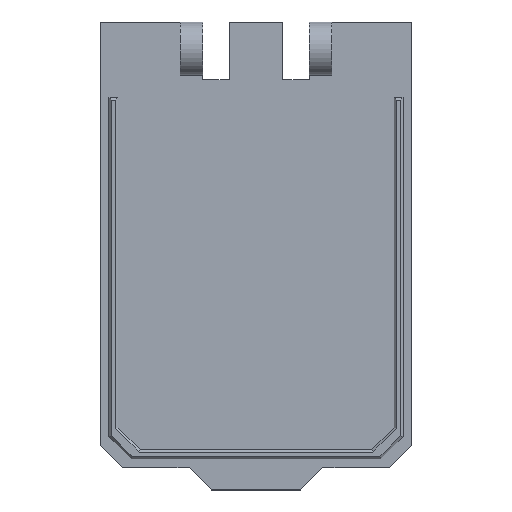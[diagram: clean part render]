
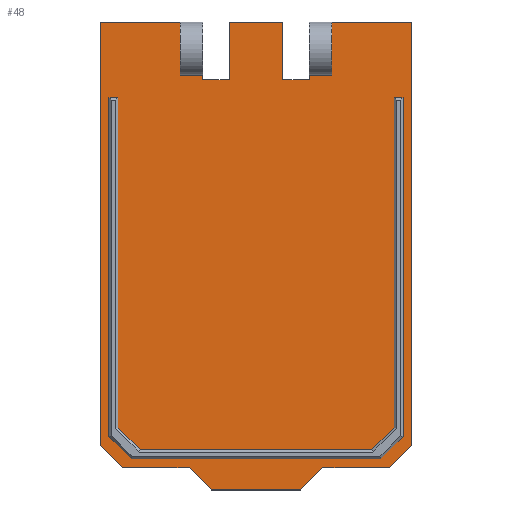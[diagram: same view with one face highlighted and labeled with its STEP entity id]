
A CAD part, top view. The second image highlights one B-rep face of the part: STEP entity #48.
In plain terms, the highlighted planar face has unit normal (0, 0, 1).
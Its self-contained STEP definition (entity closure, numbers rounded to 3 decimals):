
#48=ADVANCED_FACE('',(#106,#108),#110,.T.);
#106=FACE_BOUND('',#107,.T.);
#107=EDGE_LOOP('',(#522,#523,#524,#525,#526,#527,#528,#529,#530,#531,#532,#533,#534,
#535,#536,#537,#538,#539,#540,#541,#542,#543,#544,#545));
#108=FACE_BOUND('',#109,.T.);
#109=EDGE_LOOP('',(#546,#547,#548,#549,#550,#551,#552,#553,#554,#555,#556,#557));
#110=PLANE('',#111);
#111=AXIS2_PLACEMENT_3D('',#112,#113,#114);
#112=CARTESIAN_POINT('',(0.,0.,3.));
#113=DIRECTION('',(0.,0.,1.));
#114=DIRECTION('',(-1.,0.,0.));
#522=ORIENTED_EDGE('',*,*,#832,.F.);
#523=ORIENTED_EDGE('',*,*,#833,.F.);
#524=ORIENTED_EDGE('',*,*,#834,.F.);
#525=ORIENTED_EDGE('',*,*,#835,.T.);
#526=ORIENTED_EDGE('',*,*,#836,.F.);
#527=ORIENTED_EDGE('',*,*,#837,.T.);
#528=ORIENTED_EDGE('',*,*,#838,.T.);
#529=ORIENTED_EDGE('',*,*,#839,.F.);
#530=ORIENTED_EDGE('',*,*,#840,.F.);
#531=ORIENTED_EDGE('',*,*,#841,.F.);
#532=ORIENTED_EDGE('',*,*,#842,.T.);
#533=ORIENTED_EDGE('',*,*,#843,.T.);
#534=ORIENTED_EDGE('',*,*,#844,.T.);
#535=ORIENTED_EDGE('',*,*,#845,.T.);
#536=ORIENTED_EDGE('',*,*,#846,.T.);
#537=ORIENTED_EDGE('',*,*,#847,.T.);
#538=ORIENTED_EDGE('',*,*,#848,.T.);
#539=ORIENTED_EDGE('',*,*,#849,.F.);
#540=ORIENTED_EDGE('',*,*,#850,.F.);
#541=ORIENTED_EDGE('',*,*,#851,.F.);
#542=ORIENTED_EDGE('',*,*,#852,.T.);
#543=ORIENTED_EDGE('',*,*,#853,.T.);
#544=ORIENTED_EDGE('',*,*,#854,.F.);
#545=ORIENTED_EDGE('',*,*,#855,.T.);
#546=ORIENTED_EDGE('',*,*,#856,.F.);
#547=ORIENTED_EDGE('',*,*,#857,.F.);
#548=ORIENTED_EDGE('',*,*,#858,.F.);
#549=ORIENTED_EDGE('',*,*,#859,.F.);
#550=ORIENTED_EDGE('',*,*,#860,.T.);
#551=ORIENTED_EDGE('',*,*,#861,.F.);
#552=ORIENTED_EDGE('',*,*,#862,.F.);
#553=ORIENTED_EDGE('',*,*,#863,.F.);
#554=ORIENTED_EDGE('',*,*,#864,.F.);
#555=ORIENTED_EDGE('',*,*,#865,.F.);
#556=ORIENTED_EDGE('',*,*,#866,.T.);
#557=ORIENTED_EDGE('',*,*,#867,.F.);
#832=EDGE_CURVE('',#987,#988,#989,.F.);
#833=EDGE_CURVE('',#990,#987,#991,.T.);
#834=EDGE_CURVE('',#992,#990,#993,.F.);
#835=EDGE_CURVE('',#992,#994,#995,.T.);
#836=EDGE_CURVE('',#996,#994,#997,.F.);
#837=EDGE_CURVE('',#996,#998,#999,.T.);
#838=EDGE_CURVE('',#998,#1000,#1001,.T.);
#839=EDGE_CURVE('',#1002,#1000,#1003,.T.);
#840=EDGE_CURVE('',#1004,#1002,#1005,.T.);
#841=EDGE_CURVE('',#1006,#1004,#1007,.T.);
#842=EDGE_CURVE('',#1006,#1008,#1009,.F.);
#843=EDGE_CURVE('',#1008,#1010,#1011,.F.);
#844=EDGE_CURVE('',#1010,#1012,#1013,.F.);
#845=EDGE_CURVE('',#1012,#1014,#1015,.T.);
#846=EDGE_CURVE('',#1014,#1016,#1017,.F.);
#847=EDGE_CURVE('',#1016,#1018,#1019,.F.);
#848=EDGE_CURVE('',#1018,#1020,#1021,.F.);
#849=EDGE_CURVE('',#1022,#1020,#1023,.T.);
#850=EDGE_CURVE('',#1024,#1022,#1025,.T.);
#851=EDGE_CURVE('',#1026,#1024,#1027,.T.);
#852=EDGE_CURVE('',#1026,#1028,#1029,.T.);
#853=EDGE_CURVE('',#1028,#1030,#1031,.T.);
#854=EDGE_CURVE('',#1032,#1030,#1033,.F.);
#855=EDGE_CURVE('',#1032,#988,#1034,.T.);
#856=EDGE_CURVE('',#1035,#1036,#1037,.F.);
#857=EDGE_CURVE('',#1038,#1035,#1039,.F.);
#858=EDGE_CURVE('',#1040,#1038,#1041,.F.);
#859=EDGE_CURVE('',#1042,#1040,#1043,.F.);
#860=EDGE_CURVE('',#1042,#1044,#1045,.T.);
#861=EDGE_CURVE('',#1046,#1044,#1047,.T.);
#862=EDGE_CURVE('',#1048,#1046,#1049,.F.);
#863=EDGE_CURVE('',#1050,#1048,#1051,.T.);
#864=EDGE_CURVE('',#1052,#1050,#1053,.F.);
#865=EDGE_CURVE('',#1054,#1052,#1055,.T.);
#866=EDGE_CURVE('',#1054,#1056,#1057,.T.);
#867=EDGE_CURVE('',#1036,#1056,#1058,.F.);
#987=VERTEX_POINT('',#1242);
#988=VERTEX_POINT('',#1243);
#989=LINE('',#1244,#1245);
#990=VERTEX_POINT('',#1247);
#991=LINE('',#1248,#1249);
#992=VERTEX_POINT('',#1251);
#993=LINE('',#1252,#1253);
#994=VERTEX_POINT('',#1255);
#995=LINE('',#1256,#1257);
#996=VERTEX_POINT('',#1259);
#997=LINE('',#1260,#1261);
#998=VERTEX_POINT('',#1263);
#999=LINE('',#1264,#1265);
#1000=VERTEX_POINT('',#1267);
#1001=LINE('',#1268,#1269);
#1002=VERTEX_POINT('',#1271);
#1003=LINE('',#1272,#1273);
#1004=VERTEX_POINT('',#1275);
#1005=LINE('',#1276,#1277);
#1006=VERTEX_POINT('',#1279);
#1007=LINE('',#1280,#1281);
#1008=VERTEX_POINT('',#1283);
#1009=LINE('',#1284,#1285);
#1010=VERTEX_POINT('',#1287);
#1011=LINE('',#1288,#1289);
#1012=VERTEX_POINT('',#1291);
#1013=LINE('',#1292,#1293);
#1014=VERTEX_POINT('',#1295);
#1015=LINE('',#1296,#1297);
#1016=VERTEX_POINT('',#1299);
#1017=LINE('',#1300,#1301);
#1018=VERTEX_POINT('',#1303);
#1019=LINE('',#1304,#1305);
#1020=VERTEX_POINT('',#1307);
#1021=LINE('',#1308,#1309);
#1022=VERTEX_POINT('',#1311);
#1023=LINE('',#1312,#1313);
#1024=VERTEX_POINT('',#1315);
#1025=LINE('',#1316,#1317);
#1026=VERTEX_POINT('',#1319);
#1027=LINE('',#1320,#1321);
#1028=VERTEX_POINT('',#1323);
#1029=LINE('',#1324,#1325);
#1030=VERTEX_POINT('',#1327);
#1031=LINE('',#1328,#1329);
#1032=VERTEX_POINT('',#1331);
#1033=LINE('',#1332,#1333);
#1034=LINE('',#1335,#1336);
#1035=VERTEX_POINT('',#1338);
#1036=VERTEX_POINT('',#1339);
#1037=LINE('',#1340,#1341);
#1038=VERTEX_POINT('',#1343);
#1039=LINE('',#1344,#1345);
#1040=VERTEX_POINT('',#1347);
#1041=LINE('',#1348,#1349);
#1042=VERTEX_POINT('',#1351);
#1043=LINE('',#1352,#1353);
#1044=VERTEX_POINT('',#1355);
#1045=LINE('',#1356,#1357);
#1046=VERTEX_POINT('',#1359);
#1047=LINE('',#1360,#1361);
#1048=VERTEX_POINT('',#1363);
#1049=LINE('',#1364,#1365);
#1050=VERTEX_POINT('',#1367);
#1051=LINE('',#1368,#1369);
#1052=VERTEX_POINT('',#1371);
#1053=LINE('',#1372,#1373);
#1054=VERTEX_POINT('',#1375);
#1055=LINE('',#1376,#1377);
#1056=VERTEX_POINT('',#1379);
#1057=LINE('',#1380,#1381);
#1058=LINE('',#1383,#1384);
#1242=CARTESIAN_POINT('',(-10.,-55.,3.));
#1243=CARTESIAN_POINT('',(-15.,-50.,3.));
#1244=CARTESIAN_POINT('',(-15.,-50.,3.));
#1245=VECTOR('',#1246,1.);
#1246=DIRECTION('',(0.707,-0.707,0.));
#1247=CARTESIAN_POINT('',(10.,-55.,3.));
#1248=CARTESIAN_POINT('',(10.,-55.,3.));
#1249=VECTOR('',#1250,1.);
#1250=DIRECTION('',(-1.,0.,0.));
#1251=CARTESIAN_POINT('',(15.,-50.,3.));
#1252=CARTESIAN_POINT('',(10.,-55.,3.));
#1253=VECTOR('',#1254,1.);
#1254=DIRECTION('',(0.707,0.707,0.));
#1255=CARTESIAN_POINT('',(30.,-50.,3.));
#1256=CARTESIAN_POINT('',(15.,-50.,3.));
#1257=VECTOR('',#1258,1.);
#1258=DIRECTION('',(1.,0.,0.));
#1259=CARTESIAN_POINT('',(35.,-45.,3.));
#1260=CARTESIAN_POINT('',(30.,-50.,3.));
#1261=VECTOR('',#1262,1.);
#1262=DIRECTION('',(0.707,0.707,0.));
#1263=CARTESIAN_POINT('',(35.,50.,3.));
#1264=CARTESIAN_POINT('',(35.,-45.,3.));
#1265=VECTOR('',#1266,1.);
#1266=DIRECTION('',(0.,1.,0.));
#1267=CARTESIAN_POINT('',(17.,50.,3.));
#1268=CARTESIAN_POINT('',(35.,50.,3.));
#1269=VECTOR('',#1270,1.);
#1270=DIRECTION('',(-1.,0.,0.));
#1271=CARTESIAN_POINT('',(17.,44.,3.));
#1272=CARTESIAN_POINT('',(17.,44.,3.));
#1273=VECTOR('',#1274,1.);
#1274=DIRECTION('',(0.,1.,0.));
#1275=CARTESIAN_POINT('',(17.,38.,3.));
#1276=CARTESIAN_POINT('',(17.,38.,3.));
#1277=VECTOR('',#1278,1.);
#1278=DIRECTION('',(0.,1.,0.));
#1279=CARTESIAN_POINT('',(12.,38.,3.));
#1280=CARTESIAN_POINT('',(12.,38.,3.));
#1281=VECTOR('',#1282,1.);
#1282=DIRECTION('',(1.,0.,0.));
#1283=CARTESIAN_POINT('',(12.,37.,3.));
#1284=CARTESIAN_POINT('',(12.,37.,3.));
#1285=VECTOR('',#1286,1.);
#1286=DIRECTION('',(0.,1.,0.));
#1287=CARTESIAN_POINT('',(6.,37.,3.));
#1288=CARTESIAN_POINT('',(6.,37.,3.));
#1289=VECTOR('',#1290,1.);
#1290=DIRECTION('',(1.,0.,0.));
#1291=CARTESIAN_POINT('',(6.,50.,3.));
#1292=CARTESIAN_POINT('',(6.,50.,3.));
#1293=VECTOR('',#1294,1.);
#1294=DIRECTION('',(0.,-1.,0.));
#1295=CARTESIAN_POINT('',(-6.,50.,3.));
#1296=CARTESIAN_POINT('',(6.,50.,3.));
#1297=VECTOR('',#1298,1.);
#1298=DIRECTION('',(-1.,0.,0.));
#1299=CARTESIAN_POINT('',(-6.,37.,3.));
#1300=CARTESIAN_POINT('',(-6.,37.,3.));
#1301=VECTOR('',#1302,1.);
#1302=DIRECTION('',(0.,1.,0.));
#1303=CARTESIAN_POINT('',(-12.,37.,3.));
#1304=CARTESIAN_POINT('',(-12.,37.,3.));
#1305=VECTOR('',#1306,1.);
#1306=DIRECTION('',(1.,0.,0.));
#1307=CARTESIAN_POINT('',(-12.,38.,3.));
#1308=CARTESIAN_POINT('',(-12.,38.,3.));
#1309=VECTOR('',#1310,1.);
#1310=DIRECTION('',(0.,-1.,0.));
#1311=CARTESIAN_POINT('',(-17.,38.,3.));
#1312=CARTESIAN_POINT('',(-17.,38.,3.));
#1313=VECTOR('',#1314,1.);
#1314=DIRECTION('',(1.,0.,0.));
#1315=CARTESIAN_POINT('',(-17.,44.,3.));
#1316=CARTESIAN_POINT('',(-17.,44.,3.));
#1317=VECTOR('',#1318,1.);
#1318=DIRECTION('',(0.,-1.,0.));
#1319=CARTESIAN_POINT('',(-17.,50.,3.));
#1320=CARTESIAN_POINT('',(-17.,50.,3.));
#1321=VECTOR('',#1322,1.);
#1322=DIRECTION('',(0.,-1.,0.));
#1323=CARTESIAN_POINT('',(-35.,50.,3.));
#1324=CARTESIAN_POINT('',(-17.,50.,3.));
#1325=VECTOR('',#1326,1.);
#1326=DIRECTION('',(-1.,0.,0.));
#1327=CARTESIAN_POINT('',(-35.,-45.,3.));
#1328=CARTESIAN_POINT('',(-35.,50.,3.));
#1329=VECTOR('',#1330,1.);
#1330=DIRECTION('',(0.,-1.,0.));
#1331=CARTESIAN_POINT('',(-30.,-50.,3.));
#1332=CARTESIAN_POINT('',(-35.,-45.,3.));
#1333=VECTOR('',#1334,1.);
#1334=DIRECTION('',(0.707,-0.707,0.));
#1335=CARTESIAN_POINT('',(-30.,-50.,3.));
#1336=VECTOR('',#1337,1.);
#1337=DIRECTION('',(1.,0.,0.));
#1338=CARTESIAN_POINT('',(-26.,-46.,3.));
#1339=CARTESIAN_POINT('',(-31.,-41.,3.));
#1340=CARTESIAN_POINT('',(-31.,-41.,3.));
#1341=VECTOR('',#1342,1.);
#1342=DIRECTION('',(0.707,-0.707,0.));
#1343=CARTESIAN_POINT('',(26.,-46.,3.));
#1344=CARTESIAN_POINT('',(-26.,-46.,3.));
#1345=VECTOR('',#1346,1.);
#1346=DIRECTION('',(1.,0.,0.));
#1347=CARTESIAN_POINT('',(31.,-41.,3.));
#1348=CARTESIAN_POINT('',(26.,-46.,3.));
#1349=VECTOR('',#1350,1.);
#1350=DIRECTION('',(0.707,0.707,0.));
#1351=CARTESIAN_POINT('',(31.,33.,3.));
#1352=CARTESIAN_POINT('',(31.,-41.,3.));
#1353=VECTOR('',#1354,1.);
#1354=DIRECTION('',(0.,1.,0.));
#1355=CARTESIAN_POINT('',(33.,33.,3.));
#1356=CARTESIAN_POINT('',(31.,33.,3.));
#1357=VECTOR('',#1358,1.);
#1358=DIRECTION('',(1.,0.,0.));
#1359=CARTESIAN_POINT('',(33.,-43.,3.));
#1360=CARTESIAN_POINT('',(33.,-43.,3.));
#1361=VECTOR('',#1362,1.);
#1362=DIRECTION('',(0.,1.,0.));
#1363=CARTESIAN_POINT('',(28.,-48.,3.));
#1364=CARTESIAN_POINT('',(33.,-43.,3.));
#1365=VECTOR('',#1366,1.);
#1366=DIRECTION('',(-0.707,-0.707,0.));
#1367=CARTESIAN_POINT('',(-28.,-48.,3.));
#1368=CARTESIAN_POINT('',(-28.,-48.,3.));
#1369=VECTOR('',#1370,1.);
#1370=DIRECTION('',(1.,0.,0.));
#1371=CARTESIAN_POINT('',(-33.,-43.,3.));
#1372=CARTESIAN_POINT('',(-28.,-48.,3.));
#1373=VECTOR('',#1374,1.);
#1374=DIRECTION('',(-0.707,0.707,0.));
#1375=CARTESIAN_POINT('',(-33.,33.,3.));
#1376=CARTESIAN_POINT('',(-33.,33.,3.));
#1377=VECTOR('',#1378,1.);
#1378=DIRECTION('',(0.,-1.,0.));
#1379=CARTESIAN_POINT('',(-31.,33.,3.));
#1380=CARTESIAN_POINT('',(-33.,33.,3.));
#1381=VECTOR('',#1382,1.);
#1382=DIRECTION('',(1.,0.,0.));
#1383=CARTESIAN_POINT('',(-31.,33.,3.));
#1384=VECTOR('',#1385,1.);
#1385=DIRECTION('',(0.,-1.,0.));
